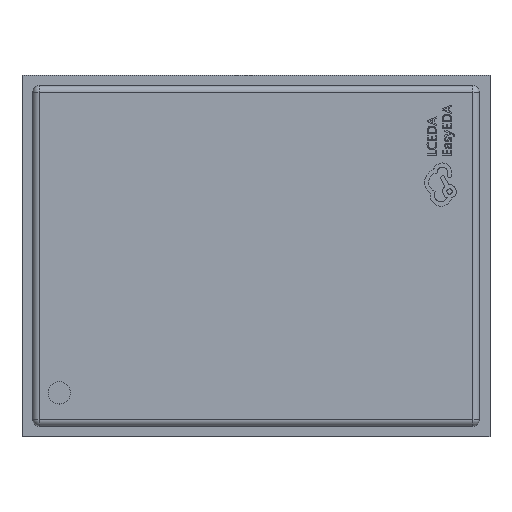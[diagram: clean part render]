
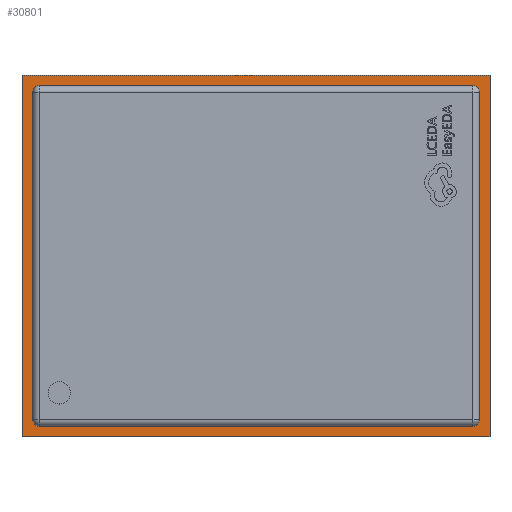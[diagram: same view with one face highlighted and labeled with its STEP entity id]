
A CAD part, top view. The second image highlights one B-rep face of the part: STEP entity #30801.
In plain terms, the highlighted planar face has unit normal (0, 0, 1).
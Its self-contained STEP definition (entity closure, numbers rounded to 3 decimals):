
#46 = EDGE_CURVE ( 'NONE', #7925, #26380, #23140, .T. ) ;
#102 = LINE ( 'NONE', #23867, #17635 ) ;
#162 = DIRECTION ( 'NONE',  ( -1., 0., 0. ) ) ;
#434 = VERTEX_POINT ( 'NONE', #13891 ) ;
#510 = EDGE_CURVE ( 'NONE', #7524, #18047, #25998, .T. ) ;
#1180 = CARTESIAN_POINT ( 'NONE',  ( 10.2, -8., 0.85 ) ) ;
#1455 = FACE_OUTER_BOUND ( 'NONE', #5217, .T. ) ;
#1526 = ORIENTED_EDGE ( 'NONE', *, *, #18506, .T. ) ;
#2822 = ORIENTED_EDGE ( 'NONE', *, *, #24106, .T. ) ;
#3014 = CARTESIAN_POINT ( 'NONE',  ( -10.5, -7.7, 0.85 ) ) ;
#5049 = CIRCLE ( 'NONE', #30032, 0.3 ) ;
#5217 = EDGE_LOOP ( 'NONE', ( #1526, #34141, #24365, #32572 ) ) ;
#5398 = DIRECTION ( 'NONE',  ( 0., 0., -1. ) ) ;
#5462 = CARTESIAN_POINT ( 'NONE',  ( -10.2, 8., 0.85 ) ) ;
#5616 = DIRECTION ( 'NONE',  ( 1., 0., 0. ) ) ;
#6001 = ORIENTED_EDGE ( 'NONE', *, *, #9608, .F. ) ;
#6220 = VERTEX_POINT ( 'NONE', #3014 ) ;
#6763 = VECTOR ( 'NONE', #30831, 1000. ) ;
#6825 = DIRECTION ( 'NONE',  ( 1., 0., 0. ) ) ;
#6978 = VERTEX_POINT ( 'NONE', #10687 ) ;
#7524 = VERTEX_POINT ( 'NONE', #16377 ) ;
#7925 = VERTEX_POINT ( 'NONE', #18520 ) ;
#8001 = LINE ( 'NONE', #26519, #24500 ) ;
#8185 = ORIENTED_EDGE ( 'NONE', *, *, #30746, .T. ) ;
#8430 = AXIS2_PLACEMENT_3D ( 'NONE', #12017, #20196, #6825 ) ;
#8434 = VECTOR ( 'NONE', #31901, 1000. ) ;
#9344 = VERTEX_POINT ( 'NONE', #32493 ) ;
#9608 = EDGE_CURVE ( 'NONE', #23160, #32453, #12648, .T. ) ;
#10004 = AXIS2_PLACEMENT_3D ( 'NONE', #29195, #5398, #25719 ) ;
#10179 = VECTOR ( 'NONE', #15578, 1000. ) ;
#10687 = CARTESIAN_POINT ( 'NONE',  ( 11., 8.5, 0.85 ) ) ;
#10705 = DIRECTION ( 'NONE',  ( 1., 0., 0. ) ) ;
#11966 = EDGE_CURVE ( 'NONE', #18375, #18047, #13842, .T. ) ;
#12017 = CARTESIAN_POINT ( 'NONE',  ( 0., 0., 0.85 ) ) ;
#12057 = CARTESIAN_POINT ( 'NONE',  ( 10.2, 7.7, 0.85 ) ) ;
#12648 = LINE ( 'NONE', #31269, #10179 ) ;
#13240 = LINE ( 'NONE', #23835, #28996 ) ;
#13606 = DIRECTION ( 'NONE',  ( 0., -1., 0. ) ) ;
#13842 = CIRCLE ( 'NONE', #10004, 0.3 ) ;
#13891 = CARTESIAN_POINT ( 'NONE',  ( -11., 8.5, 0.85 ) ) ;
#14325 = LINE ( 'NONE', #19379, #28075 ) ;
#15578 = DIRECTION ( 'NONE',  ( 0., 1., 0. ) ) ;
#15837 = VERTEX_POINT ( 'NONE', #23446 ) ;
#15991 = DIRECTION ( 'NONE',  ( 0., 0., -1. ) ) ;
#16035 = ORIENTED_EDGE ( 'NONE', *, *, #16563, .F. ) ;
#16185 = CIRCLE ( 'NONE', #31743, 0.3 ) ;
#16377 = CARTESIAN_POINT ( 'NONE',  ( 10.2, 8., 0.85 ) ) ;
#16563 = EDGE_CURVE ( 'NONE', #18375, #6220, #13240, .T. ) ;
#16945 = AXIS2_PLACEMENT_3D ( 'NONE', #30873, #33470, #17803 ) ;
#16977 = ORIENTED_EDGE ( 'NONE', *, *, #31325, .T. ) ;
#17436 = CARTESIAN_POINT ( 'NONE',  ( -10.5, -8., 0.85 ) ) ;
#17635 = VECTOR ( 'NONE', #10705, 1000. ) ;
#17803 = DIRECTION ( 'NONE',  ( 1., 0., 0. ) ) ;
#18047 = VERTEX_POINT ( 'NONE', #5462 ) ;
#18375 = VERTEX_POINT ( 'NONE', #20805 ) ;
#18506 = EDGE_CURVE ( 'NONE', #9344, #6978, #21322, .T. ) ;
#18520 = CARTESIAN_POINT ( 'NONE',  ( -10.2, -8., 0.85 ) ) ;
#18601 = CARTESIAN_POINT ( 'NONE',  ( 10.5, 7.7, 0.85 ) ) ;
#19379 = CARTESIAN_POINT ( 'NONE',  ( -11., 8.5, 0.85 ) ) ;
#19738 = DIRECTION ( 'NONE',  ( 0., -1., 0. ) ) ;
#20196 = DIRECTION ( 'NONE',  ( 0., 0., 1. ) ) ;
#20507 = VECTOR ( 'NONE', #23223, 1000. ) ;
#20805 = CARTESIAN_POINT ( 'NONE',  ( -10.5, 7.7, 0.85 ) ) ;
#21322 = LINE ( 'NONE', #34339, #8434 ) ;
#21458 = EDGE_LOOP ( 'NONE', ( #33868, #2822, #16035, #24741, #34383, #16977, #6001, #8185 ) ) ;
#22083 = CARTESIAN_POINT ( 'NONE',  ( 10.2, -7.7, 0.85 ) ) ;
#22202 = EDGE_CURVE ( 'NONE', #434, #15837, #14325, .T. ) ;
#23140 = LINE ( 'NONE', #17436, #6763 ) ;
#23160 = VERTEX_POINT ( 'NONE', #28972 ) ;
#23223 = DIRECTION ( 'NONE',  ( -1., 0., 0. ) ) ;
#23446 = CARTESIAN_POINT ( 'NONE',  ( -11., -8.5, 0.85 ) ) ;
#23586 = CARTESIAN_POINT ( 'NONE',  ( 10.5, 8., 0.85 ) ) ;
#23835 = CARTESIAN_POINT ( 'NONE',  ( -10.5, 8., 0.85 ) ) ;
#23867 = CARTESIAN_POINT ( 'NONE',  ( -11., -8.5, 0.85 ) ) ;
#24106 = EDGE_CURVE ( 'NONE', #7925, #6220, #34150, .T. ) ;
#24365 = ORIENTED_EDGE ( 'NONE', *, *, #22202, .T. ) ;
#24500 = VECTOR ( 'NONE', #162, 1000. ) ;
#24741 = ORIENTED_EDGE ( 'NONE', *, *, #11966, .T. ) ;
#25225 = FACE_BOUND ( 'NONE', #21458, .T. ) ;
#25719 = DIRECTION ( 'NONE',  ( 1., 0., 0. ) ) ;
#25725 = EDGE_CURVE ( 'NONE', #15837, #9344, #102, .T. ) ;
#25998 = LINE ( 'NONE', #23586, #20507 ) ;
#26380 = VERTEX_POINT ( 'NONE', #1180 ) ;
#26519 = CARTESIAN_POINT ( 'NONE',  ( -11., 8.5, 0.85 ) ) ;
#27995 = PLANE ( 'NONE',  #8430 ) ;
#28075 = VECTOR ( 'NONE', #19738, 1000. ) ;
#28215 = EDGE_CURVE ( 'NONE', #6978, #434, #8001, .T. ) ;
#28972 = CARTESIAN_POINT ( 'NONE',  ( 10.5, -7.7, 0.85 ) ) ;
#28996 = VECTOR ( 'NONE', #13606, 1000. ) ;
#29195 = CARTESIAN_POINT ( 'NONE',  ( -10.2, 7.7, 0.85 ) ) ;
#29926 = DIRECTION ( 'NONE',  ( 0., 0., -1. ) ) ;
#30032 = AXIS2_PLACEMENT_3D ( 'NONE', #22083, #29926, #5616 ) ;
#30746 = EDGE_CURVE ( 'NONE', #23160, #26380, #5049, .T. ) ;
#30801 = ADVANCED_FACE ( 'NONE', ( #25225, #1455 ), #27995, .T. ) ;
#30831 = DIRECTION ( 'NONE',  ( 1., 0., 0. ) ) ;
#30873 = CARTESIAN_POINT ( 'NONE',  ( -10.2, -7.7, 0.85 ) ) ;
#31269 = CARTESIAN_POINT ( 'NONE',  ( 10.5, -8., 0.85 ) ) ;
#31325 = EDGE_CURVE ( 'NONE', #7524, #32453, #16185, .T. ) ;
#31491 = DIRECTION ( 'NONE',  ( 1., 0., 0. ) ) ;
#31743 = AXIS2_PLACEMENT_3D ( 'NONE', #12057, #15991, #31491 ) ;
#31901 = DIRECTION ( 'NONE',  ( 0., 1., 0. ) ) ;
#32453 = VERTEX_POINT ( 'NONE', #18601 ) ;
#32493 = CARTESIAN_POINT ( 'NONE',  ( 11., -8.5, 0.85 ) ) ;
#32572 = ORIENTED_EDGE ( 'NONE', *, *, #25725, .T. ) ;
#33470 = DIRECTION ( 'NONE',  ( 0., 0., -1. ) ) ;
#33868 = ORIENTED_EDGE ( 'NONE', *, *, #46, .F. ) ;
#34141 = ORIENTED_EDGE ( 'NONE', *, *, #28215, .T. ) ;
#34150 = CIRCLE ( 'NONE', #16945, 0.3 ) ;
#34339 = CARTESIAN_POINT ( 'NONE',  ( 11., 8.5, 0.85 ) ) ;
#34383 = ORIENTED_EDGE ( 'NONE', *, *, #510, .F. ) ;
